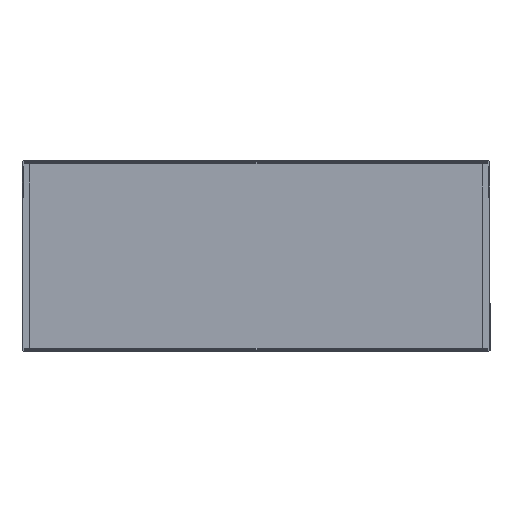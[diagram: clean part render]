
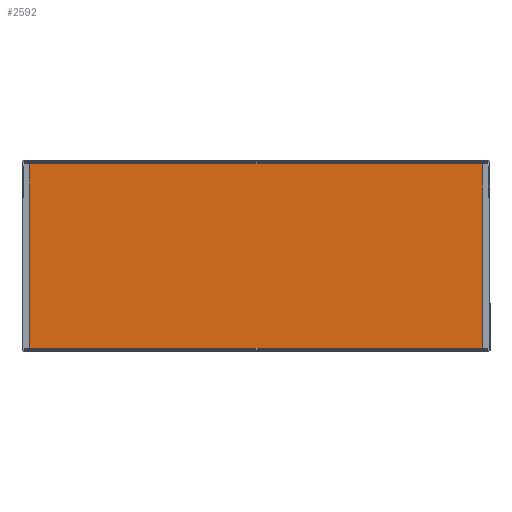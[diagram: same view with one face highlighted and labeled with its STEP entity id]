
A CAD part, front view. The second image highlights one B-rep face of the part: STEP entity #2592.
In plain terms, the highlighted planar face has unit normal (0, -1, -0.026).
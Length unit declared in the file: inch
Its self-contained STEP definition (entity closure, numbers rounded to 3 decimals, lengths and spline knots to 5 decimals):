
#212 = LINE ( 'NONE', #7530, #4882 ) ;
#309 = CARTESIAN_POINT ( 'NONE',  ( 14.68814, -23.58455, 6.72486 ) ) ;
#321 = CARTESIAN_POINT ( 'NONE',  ( 15.18814, -23.2557, -5.83333 ) ) ;
#371 = VECTOR ( 'NONE', #7907, 39.37008 ) ;
#379 = EDGE_CURVE ( 'NONE', #4761, #6815, #212, .T. ) ;
#386 = EDGE_CURVE ( 'NONE', #2237, #3008, #6498, .T. ) ;
#506 = CARTESIAN_POINT ( 'NONE',  ( -16.11336, -23.2557, -5.83333 ) ) ;
#600 = CARTESIAN_POINT ( 'NONE',  ( -16.11336, -23.57146, 6.22503 ) ) ;
#612 = ORIENTED_EDGE ( 'NONE', *, *, #379, .F. ) ;
#724 = VERTEX_POINT ( 'NONE', #2853 ) ;
#761 = DIRECTION ( 'NONE',  ( 0., -1., -0.026 ) ) ;
#802 = EDGE_CURVE ( 'NONE', #6445, #3074, #7738, .T. ) ;
#847 = LINE ( 'NONE', #600, #3876 ) ;
#854 = CARTESIAN_POINT ( 'NONE',  ( 14.71939, -23.2557, -5.83333 ) ) ;
#901 = CARTESIAN_POINT ( 'NONE',  ( 14.68814, -23.5731, 6.28751 ) ) ;
#1026 = EDGE_LOOP ( 'NONE', ( #5086, #4552, #2649, #7451, #612, #3951, #6746, #3565, #5203, #4400 ) ) ;
#1187 = CARTESIAN_POINT ( 'NONE',  ( 14.71939, -23.23525, -6.61432 ) ) ;
#1259 = VECTOR ( 'NONE', #3331, 39.37008 ) ;
#1260 = CARTESIAN_POINT ( 'NONE',  ( -16.11336, -23.2557, -5.83333 ) ) ;
#1644 = VECTOR ( 'NONE', #6123, 39.37008 ) ;
#1836 = VECTOR ( 'NONE', #7042, 39.37008 ) ;
#2237 = VERTEX_POINT ( 'NONE', #7702 ) ;
#2551 = CARTESIAN_POINT ( 'NONE',  ( -16.11336, -23.23525, -6.61432 ) ) ;
#2592 = ADVANCED_FACE ( 'NONE', ( #5618 ), #3162, .T. ) ;
#2649 = ORIENTED_EDGE ( 'NONE', *, *, #2668, .T. ) ;
#2668 = EDGE_CURVE ( 'NONE', #7637, #2849, #3603, .T. ) ;
#2754 = CARTESIAN_POINT ( 'NONE',  ( 15.18814, -23.57146, 6.22503 ) ) ;
#2758 = EDGE_CURVE ( 'NONE', #4356, #724, #3020, .T. ) ;
#2849 = VERTEX_POINT ( 'NONE', #3741 ) ;
#2853 = CARTESIAN_POINT ( 'NONE',  ( -15.61336, -23.2557, -5.83333 ) ) ;
#3004 = DIRECTION ( 'NONE',  ( -1., 0., 0. ) ) ;
#3008 = VERTEX_POINT ( 'NONE', #854 ) ;
#3020 = LINE ( 'NONE', #1260, #4467 ) ;
#3074 = VERTEX_POINT ( 'NONE', #901 ) ;
#3114 = VECTOR ( 'NONE', #5180, 39.37008 ) ;
#3162 = PLANE ( 'NONE',  #7396 ) ;
#3248 = LINE ( 'NONE', #2754, #1836 ) ;
#3331 = DIRECTION ( 'NONE',  ( 0., -0.026, 1. ) ) ;
#3565 = ORIENTED_EDGE ( 'NONE', *, *, #7537, .T. ) ;
#3603 = LINE ( 'NONE', #3831, #371 ) ;
#3605 = CARTESIAN_POINT ( 'NONE',  ( 14.68814, -23.2557, -5.83333 ) ) ;
#3741 = CARTESIAN_POINT ( 'NONE',  ( -15.61336, -23.57146, 6.22503 ) ) ;
#3831 = CARTESIAN_POINT ( 'NONE',  ( -15.61336, -23.58455, 6.72486 ) ) ;
#3876 = VECTOR ( 'NONE', #6281, 39.37008 ) ;
#3924 = VECTOR ( 'NONE', #4149, 39.37008 ) ;
#3951 = ORIENTED_EDGE ( 'NONE', *, *, #5534, .T. ) ;
#4149 = DIRECTION ( 'NONE',  ( 1., 0., 0. ) ) ;
#4356 = VERTEX_POINT ( 'NONE', #3605 ) ;
#4400 = ORIENTED_EDGE ( 'NONE', *, *, #6764, .T. ) ;
#4467 = VECTOR ( 'NONE', #6733, 39.37008 ) ;
#4552 = ORIENTED_EDGE ( 'NONE', *, *, #5154, .T. ) ;
#4757 = LINE ( 'NONE', #321, #3114 ) ;
#4761 = VERTEX_POINT ( 'NONE', #7064 ) ;
#4806 = LINE ( 'NONE', #7913, #6221 ) ;
#4830 = CARTESIAN_POINT ( 'NONE',  ( -15.64461, -23.57146, 6.22503 ) ) ;
#4882 = VECTOR ( 'NONE', #5123, 39.37008 ) ;
#4896 = CARTESIAN_POINT ( 'NONE',  ( 14.68814, -23.57146, 6.22503 ) ) ;
#5032 = DIRECTION ( 'NONE',  ( 0., 0.026, -1. ) ) ;
#5086 = ORIENTED_EDGE ( 'NONE', *, *, #802, .T. ) ;
#5123 = DIRECTION ( 'NONE',  ( 0., -0.026, 1. ) ) ;
#5154 = EDGE_CURVE ( 'NONE', #3074, #7637, #4806, .T. ) ;
#5180 = DIRECTION ( 'NONE',  ( 1., 0., 0. ) ) ;
#5203 = ORIENTED_EDGE ( 'NONE', *, *, #386, .F. ) ;
#5278 = CARTESIAN_POINT ( 'NONE',  ( -15.61336, -23.5731, 6.28751 ) ) ;
#5367 = LINE ( 'NONE', #506, #3924 ) ;
#5534 = EDGE_CURVE ( 'NONE', #4761, #724, #5367, .T. ) ;
#5618 = FACE_OUTER_BOUND ( 'NONE', #1026, .T. ) ;
#6123 = DIRECTION ( 'NONE',  ( 0., 0.026, -1. ) ) ;
#6221 = VECTOR ( 'NONE', #3004, 39.37008 ) ;
#6281 = DIRECTION ( 'NONE',  ( -1., 0., 0. ) ) ;
#6445 = VERTEX_POINT ( 'NONE', #4896 ) ;
#6498 = LINE ( 'NONE', #1187, #1644 ) ;
#6733 = DIRECTION ( 'NONE',  ( -1., 0., 0. ) ) ;
#6746 = ORIENTED_EDGE ( 'NONE', *, *, #2758, .F. ) ;
#6764 = EDGE_CURVE ( 'NONE', #2237, #6445, #3248, .T. ) ;
#6815 = VERTEX_POINT ( 'NONE', #4830 ) ;
#7042 = DIRECTION ( 'NONE',  ( -1., 0., 0. ) ) ;
#7064 = CARTESIAN_POINT ( 'NONE',  ( -15.64461, -23.2557, -5.83333 ) ) ;
#7396 = AXIS2_PLACEMENT_3D ( 'NONE', #2551, #761, #5032 ) ;
#7439 = EDGE_CURVE ( 'NONE', #2849, #6815, #847, .T. ) ;
#7451 = ORIENTED_EDGE ( 'NONE', *, *, #7439, .T. ) ;
#7530 = CARTESIAN_POINT ( 'NONE',  ( -15.64461, -23.23525, -6.61432 ) ) ;
#7537 = EDGE_CURVE ( 'NONE', #4356, #3008, #4757, .T. ) ;
#7637 = VERTEX_POINT ( 'NONE', #5278 ) ;
#7702 = CARTESIAN_POINT ( 'NONE',  ( 14.71939, -23.57146, 6.22503 ) ) ;
#7738 = LINE ( 'NONE', #309, #1259 ) ;
#7907 = DIRECTION ( 'NONE',  ( 0., 0.026, -1. ) ) ;
#7913 = CARTESIAN_POINT ( 'NONE',  ( -16.11336, -23.5731, 6.28751 ) ) ;
